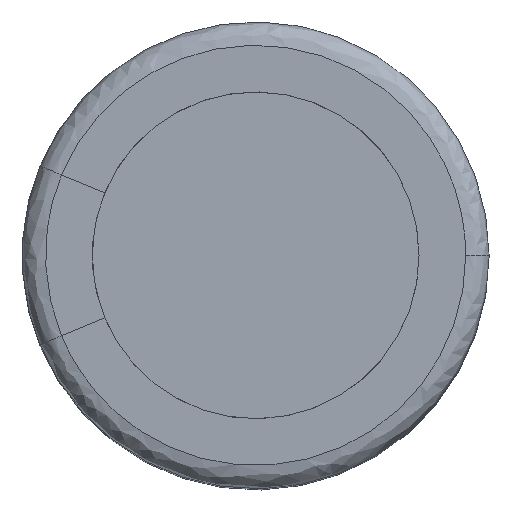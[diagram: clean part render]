
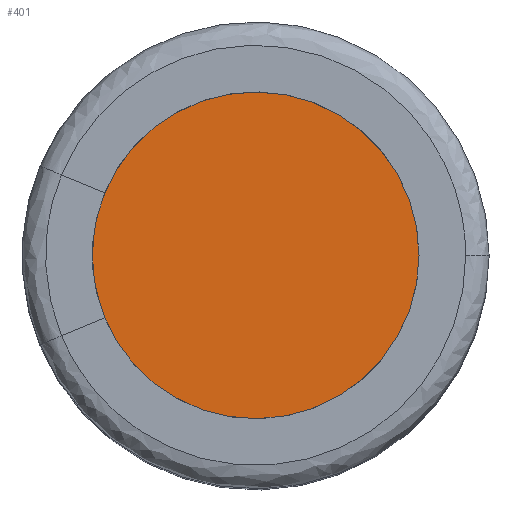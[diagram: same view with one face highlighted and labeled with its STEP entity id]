
A CAD part, top view. The second image highlights one B-rep face of the part: STEP entity #401.
In plain terms, the highlighted planar face has unit normal (0, 0, 1).
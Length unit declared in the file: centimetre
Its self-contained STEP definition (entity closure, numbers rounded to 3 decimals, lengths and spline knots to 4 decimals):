
#12 = DIRECTION ( 'NONE',  ( 0., 0., 1. ) ) ;
#188 = CIRCLE ( 'NONE', #317, 0.3675 ) ;
#257 = ORIENTED_EDGE ( 'NONE', *, *, #1174, .F. ) ;
#317 = AXIS2_PLACEMENT_3D ( 'NONE', #1393, #1166, #2255 ) ;
#401 = ADVANCED_FACE ( 'NONE', ( #1930 ), #1743, .T. ) ;
#449 = AXIS2_PLACEMENT_3D ( 'NONE', #742, #584, #556 ) ;
#556 = DIRECTION ( 'NONE',  ( 1., 0., 0. ) ) ;
#560 = EDGE_LOOP ( 'NONE', ( #636, #257 ) ) ;
#584 = DIRECTION ( 'NONE',  ( 0., 0., -1. ) ) ;
#588 = CIRCLE ( 'NONE', #449, 0.3675 ) ;
#636 = ORIENTED_EDGE ( 'NONE', *, *, #1946, .F. ) ;
#742 = CARTESIAN_POINT ( 'NONE',  ( 0., 0., 1.73 ) ) ;
#1014 = VERTEX_POINT ( 'NONE', #2774 ) ;
#1089 = CARTESIAN_POINT ( 'NONE',  ( 0.3675, 0., 1.73 ) ) ;
#1166 = DIRECTION ( 'NONE',  ( 0., 0., -1. ) ) ;
#1174 = EDGE_CURVE ( 'NONE', #1014, #2621, #188, .T. ) ;
#1393 = CARTESIAN_POINT ( 'NONE',  ( 0., 0., 1.73 ) ) ;
#1743 = PLANE ( 'NONE',  #2796 ) ;
#1930 = FACE_OUTER_BOUND ( 'NONE', #560, .T. ) ;
#1946 = EDGE_CURVE ( 'NONE', #2621, #1014, #588, .T. ) ;
#1982 = CARTESIAN_POINT ( 'NONE',  ( 0., 0., 1.73 ) ) ;
#2255 = DIRECTION ( 'NONE',  ( 1., 0., 0. ) ) ;
#2597 = DIRECTION ( 'NONE',  ( 1., 0., 0. ) ) ;
#2621 = VERTEX_POINT ( 'NONE', #1089 ) ;
#2774 = CARTESIAN_POINT ( 'NONE',  ( -0.3675, 0., 1.73 ) ) ;
#2796 = AXIS2_PLACEMENT_3D ( 'NONE', #1982, #12, #2597 ) ;
